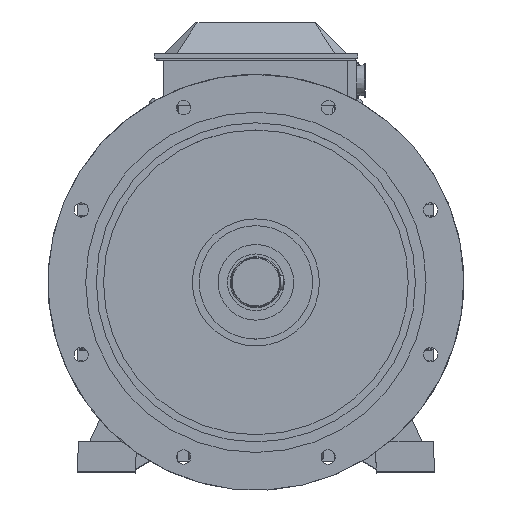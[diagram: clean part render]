
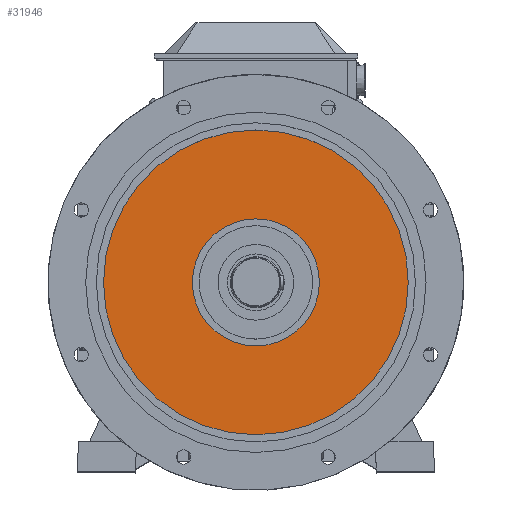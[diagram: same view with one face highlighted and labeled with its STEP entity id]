
A CAD part, top view. The second image highlights one B-rep face of the part: STEP entity #31946.
In plain terms, the highlighted planar face has unit normal (0, 0, 1).
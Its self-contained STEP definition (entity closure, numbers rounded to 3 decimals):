
#31912=CARTESIAN_POINT('',(0.,84.,59.529));
#31913=VERTEX_POINT('',#31912);
#31914=CARTESIAN_POINT('',(0.,0.,59.529));
#31915=DIRECTION('',(0.,0.,-1.0));
#31916=DIRECTION('',(-0.559,0.829,0.));
#31917=AXIS2_PLACEMENT_3D('',#31914,#31915,#31916);
#31918=CIRCLE('',#31917,84.);
#31919=EDGE_CURVE('',#31913,#31913,#31918,.T.);
#31927=CARTESIAN_POINT('',(0.,-221.65,59.529));
#31928=DIRECTION('',(0.0,0.0,1.0));
#31929=DIRECTION('',(1.0,0.0,0.0));
#31930=AXIS2_PLACEMENT_3D('',#31927,#31928,#31929);
#31931=PLANE('',#31930);
#31932=CARTESIAN_POINT('',(0.,201.5,59.529));
#31933=VERTEX_POINT('',#31932);
#31934=CARTESIAN_POINT('',(0.,0.,59.529));
#31935=DIRECTION('',(0.,0.,-1.));
#31936=DIRECTION('',(-0.559,0.829,0.));
#31937=AXIS2_PLACEMENT_3D('',#31934,#31935,#31936);
#31938=CIRCLE('',#31937,201.5);
#31939=EDGE_CURVE('',#31933,#31933,#31938,.T.);
#31940=ORIENTED_EDGE('',*,*,#31939,.F.);
#31941=EDGE_LOOP('',(#31940));
#31942=FACE_OUTER_BOUND('',#31941,.T.);
#31943=ORIENTED_EDGE('',*,*,#31919,.T.);
#31944=EDGE_LOOP('',(#31943));
#31945=FACE_BOUND('',#31944,.T.);
#31946=ADVANCED_FACE('',(#31942,#31945),#31931,.T.);
